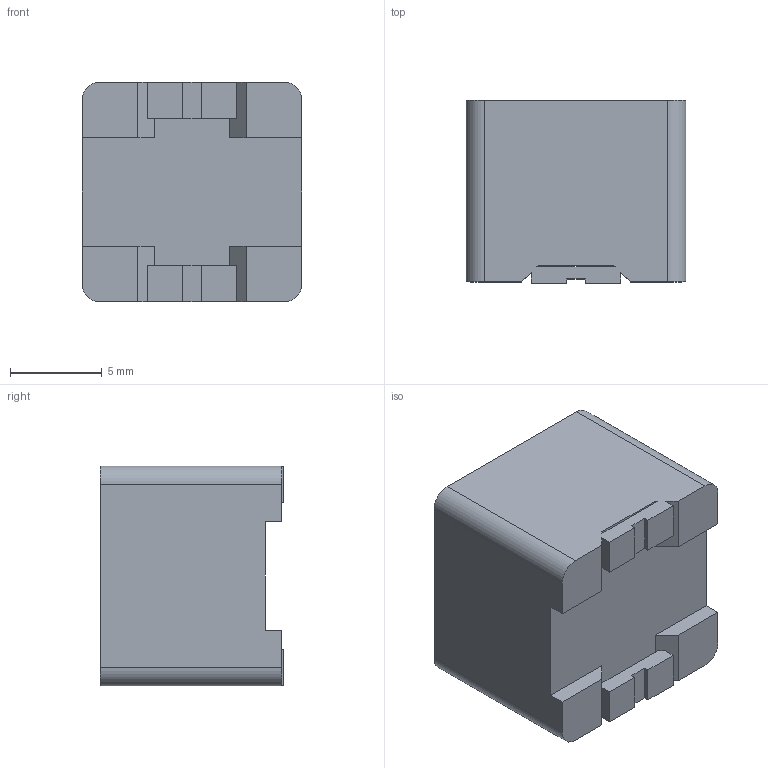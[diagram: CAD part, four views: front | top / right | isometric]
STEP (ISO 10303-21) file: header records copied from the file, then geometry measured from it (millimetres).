
FILE_DESCRIPTION(('STEP AP242'),'1');
FILE_NAME('srr1210-680m.stp','2022-06-26T08:37:08',('TraceParts'),('TraceParts S.A.'),'Spatial InterOp 3D',' ',' ');
FILE_SCHEMA(('AP242_MANAGED_MODEL_BASED_3D_ENGINEERING_MIM_LF {1 0 10303 442 1 1 4}'));
Length unit declared in the file: millimetre
Products named in the file (1): srr1210-680m
Bounding box: 12 x 10 x 12 mm (x, y, z)
Volume: 1278.5 mm3; surface area: 941.8 mm2
Topology: 1 solids, 1 shells, 68 faces, 196 edges, 130 vertices
Faces by surface type: plane 38, cylinder 20, torus 8, cone 2
Entity records: 2329 total; most frequent: CARTESIAN_POINT 475, ORIENTED_EDGE 392, DIRECTION 384, EDGE_CURVE 196, VERTEX_POINT 130, LINE 130, VECTOR 130, AXIS2_PLACEMENT_3D 127
